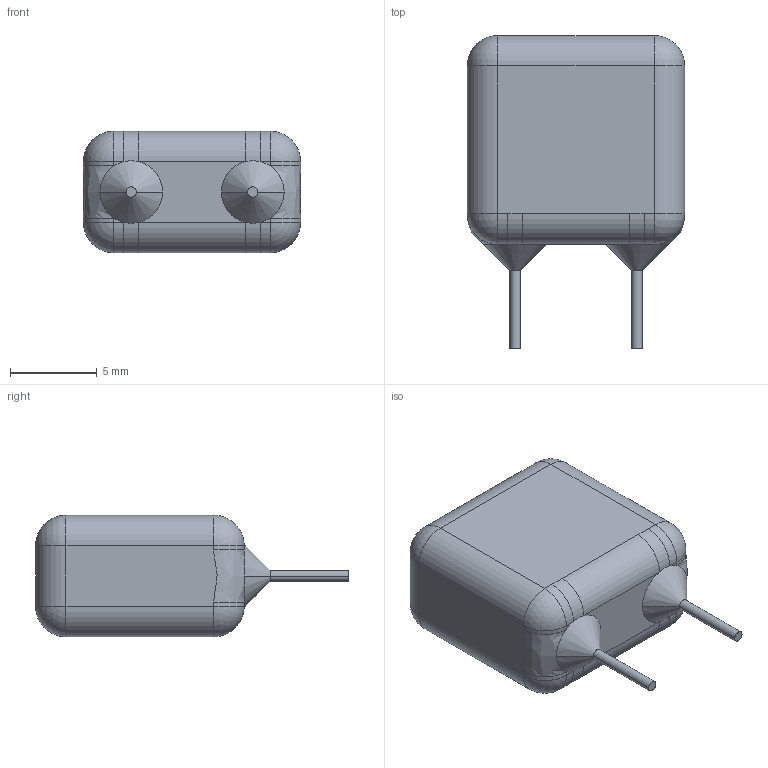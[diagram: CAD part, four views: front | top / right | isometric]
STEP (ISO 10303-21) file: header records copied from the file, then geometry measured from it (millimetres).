
FILE_DESCRIPTION (( 'STEP AP214' ), '1' );
FILE_NAME ('User Library-CL21 12.5x12x7 Pitch 7.STEP', '2018-08-16T05:20:51', ( '' ), ( '' ), 'SwSTEP 2.0', 'SolidWorks 2018', '' );
FILE_SCHEMA (( 'AUTOMOTIVE_DESIGN' ));
Length unit declared in the file: millimetre
Products named in the file (1): User Library-CL21 12.5x12x7 Pitch 7
Bounding box: 12.5 x 18 x 7 mm (x, y, z)
Volume: 989.9 mm3; surface area: 570.7 mm2
Topology: 1 solids, 1 shells, 52 faces, 118 edges, 60 vertices
Faces by surface type: cylinder 22, plane 12, sphere 8, bspline 6, cone 4
Entity records: 1654 total; most frequent: CARTESIAN_POINT 439, DIRECTION 258, ORIENTED_EDGE 220, EDGE_CURVE 110, AXIS2_PLACEMENT_3D 107, VERTEX_POINT 60, CIRCLE 60, ADVANCED_FACE 52
